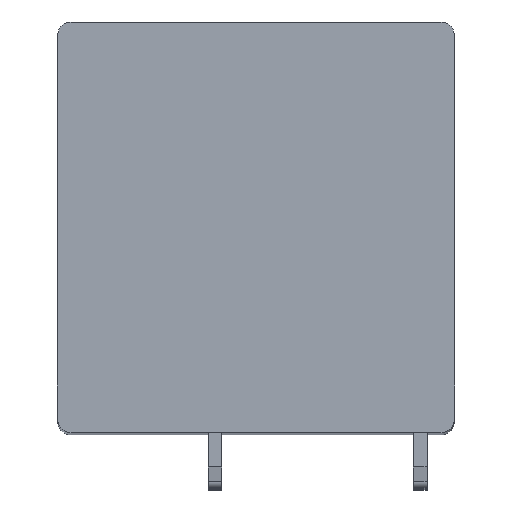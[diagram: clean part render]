
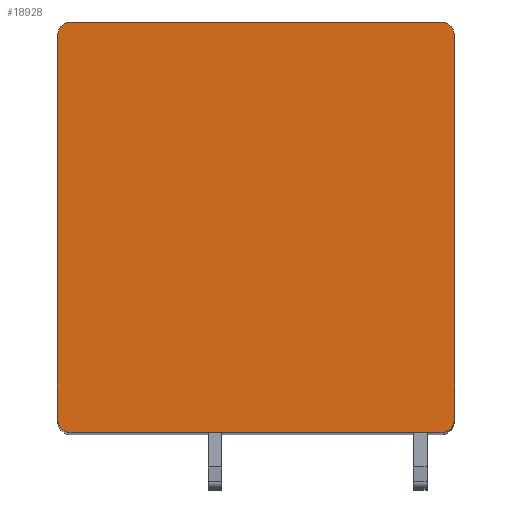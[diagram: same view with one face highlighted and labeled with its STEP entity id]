
A CAD part, top view. The second image highlights one B-rep face of the part: STEP entity #18928.
In plain terms, the highlighted planar face has unit normal (0, 0, 1).
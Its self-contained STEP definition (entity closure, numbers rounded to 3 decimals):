
#6039=CARTESIAN_POINT('',(-13.5,14.,85.));
#6040=DIRECTION('',(0.,0.,1.));
#6041=DIRECTION('',(0.,1.,0.));
#6042=AXIS2_PLACEMENT_3D('',#6039,#6040,#6041);
#6044=DIRECTION('',(-1.,0.,0.));
#6045=VECTOR('',#6044,27.);
#6046=CARTESIAN_POINT('',(13.5,15.,85.));
#6047=LINE('',#6046,#6045);
#6048=CARTESIAN_POINT('',(13.5,14.,85.));
#6049=DIRECTION('',(0.,0.,1.));
#6050=DIRECTION('',(1.,0.,0.));
#6051=AXIS2_PLACEMENT_3D('',#6048,#6049,#6050);
#6053=DIRECTION('',(0.,1.,0.));
#6054=VECTOR('',#6053,28.);
#6055=CARTESIAN_POINT('',(14.5,-14.,85.));
#6056=LINE('',#6055,#6054);
#6057=CARTESIAN_POINT('',(13.5,-14.,85.));
#6058=DIRECTION('',(0.,0.,1.));
#6059=DIRECTION('',(0.,-1.,0.));
#6060=AXIS2_PLACEMENT_3D('',#6057,#6058,#6059);
#6062=DIRECTION('',(1.,0.,0.));
#6063=VECTOR('',#6062,27.);
#6064=CARTESIAN_POINT('',(-13.5,-15.,85.));
#6065=LINE('',#6064,#6063);
#6066=CARTESIAN_POINT('',(-13.5,-14.,85.));
#6067=DIRECTION('',(0.,0.,1.));
#6068=DIRECTION('',(-1.,0.,0.));
#6069=AXIS2_PLACEMENT_3D('',#6066,#6067,#6068);
#6071=DIRECTION('',(0.,-1.,0.));
#6072=VECTOR('',#6071,28.);
#6073=CARTESIAN_POINT('',(-14.5,14.,85.));
#6074=LINE('',#6073,#6072);
#8660=CARTESIAN_POINT('',(-13.5,15.,85.));
#8661=VERTEX_POINT('',#8660);
#8662=CARTESIAN_POINT('',(-14.5,14.,85.));
#8663=VERTEX_POINT('',#8662);
#8668=CARTESIAN_POINT('',(14.5,14.,85.));
#8669=VERTEX_POINT('',#8668);
#8670=CARTESIAN_POINT('',(13.5,15.,85.));
#8671=VERTEX_POINT('',#8670);
#8676=CARTESIAN_POINT('',(-14.5,-14.,85.));
#8677=VERTEX_POINT('',#8676);
#8678=CARTESIAN_POINT('',(-13.5,-15.,85.));
#8679=VERTEX_POINT('',#8678);
#8684=CARTESIAN_POINT('',(13.5,-15.,85.));
#8685=VERTEX_POINT('',#8684);
#8686=CARTESIAN_POINT('',(14.5,-14.,85.));
#8687=VERTEX_POINT('',#8686);
#18913=CARTESIAN_POINT('',(0.,0.,85.));
#18914=DIRECTION('',(0.,0.,1.));
#18915=DIRECTION('',(1.,0.,0.));
#18916=AXIS2_PLACEMENT_3D('',#18913,#18914,#18915);
#18917=PLANE('',#18916);
#18918=ORIENTED_EDGE('',*,*,#10196,.F.);
#18919=ORIENTED_EDGE('',*,*,#10212,.F.);
#18920=ORIENTED_EDGE('',*,*,#10927,.F.);
#18921=ORIENTED_EDGE('',*,*,#10942,.F.);
#18922=ORIENTED_EDGE('',*,*,#10955,.F.);
#18923=ORIENTED_EDGE('',*,*,#10968,.F.);
#18924=ORIENTED_EDGE('',*,*,#17031,.F.);
#18925=ORIENTED_EDGE('',*,*,#17043,.F.);
#18926=EDGE_LOOP('',(#18918,#18919,#18920,#18921,#18922,#18923,#18924,#18925));
#18927=FACE_OUTER_BOUND('',#18926,.F.);
#6043=CIRCLE('',#6042,1.);
#6052=CIRCLE('',#6051,1.);
#6061=CIRCLE('',#6060,1.);
#6070=CIRCLE('',#6069,1.);
#10196=EDGE_CURVE('',#8661,#8663,#6043,.T.);
#10212=EDGE_CURVE('',#8671,#8661,#6047,.T.);
#10927=EDGE_CURVE('',#8669,#8671,#6052,.T.);
#10942=EDGE_CURVE('',#8687,#8669,#6056,.T.);
#10955=EDGE_CURVE('',#8685,#8687,#6061,.T.);
#10968=EDGE_CURVE('',#8679,#8685,#6065,.T.);
#17031=EDGE_CURVE('',#8677,#8679,#6070,.T.);
#17043=EDGE_CURVE('',#8663,#8677,#6074,.T.);
#18928=ADVANCED_FACE('',(#18927),#18917,.T.);
